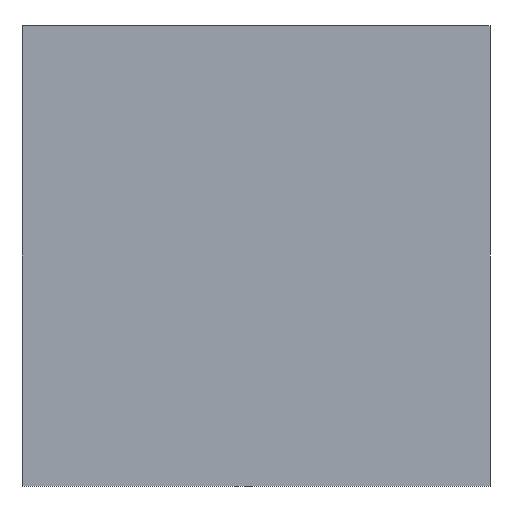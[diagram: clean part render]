
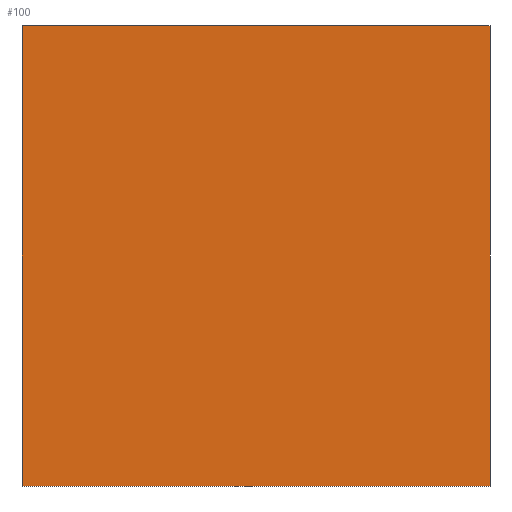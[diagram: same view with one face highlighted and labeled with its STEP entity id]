
A CAD part, front view. The second image highlights one B-rep face of the part: STEP entity #100.
In plain terms, the highlighted planar face has unit normal (0, -1, 0).
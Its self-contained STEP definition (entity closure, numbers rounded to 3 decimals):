
#1 = LINE ( 'NONE', #112, #40 ) ;
#7 = VECTOR ( 'NONE', #35, 1000. ) ;
#11 = DIRECTION ( 'NONE',  ( 1., 0., 0. ) ) ;
#15 = CARTESIAN_POINT ( 'NONE',  ( -73.785, 0., -33.846 ) ) ;
#18 = ORIENTED_EDGE ( 'NONE', *, *, #68, .F. ) ;
#29 = ORIENTED_EDGE ( 'NONE', *, *, #165, .F. ) ;
#34 = AXIS2_PLACEMENT_3D ( 'NONE', #218, #236, #111 ) ;
#35 = DIRECTION ( 'NONE',  ( 0., 0., 1. ) ) ;
#40 = VECTOR ( 'NONE', #200, 1000. ) ;
#58 = VERTEX_POINT ( 'NONE', #167 ) ;
#62 = VERTEX_POINT ( 'NONE', #15 ) ;
#67 = VECTOR ( 'NONE', #11, 1000. ) ;
#68 = EDGE_CURVE ( 'NONE', #206, #58, #1, .T. ) ;
#74 = CARTESIAN_POINT ( 'NONE',  ( -73.785, 0., -33.846 ) ) ;
#86 = VECTOR ( 'NONE', #126, 1000. ) ;
#98 = PLANE ( 'NONE',  #34 ) ;
#100 = ADVANCED_FACE ( 'NONE', ( #224 ), #98, .F. ) ;
#109 = CARTESIAN_POINT ( 'NONE',  ( -73.785, 0., -33.846 ) ) ;
#111 = DIRECTION ( 'NONE',  ( 0., 0., 1. ) ) ;
#112 = CARTESIAN_POINT ( 'NONE',  ( 102.215, 0., -33.846 ) ) ;
#118 = EDGE_CURVE ( 'NONE', #62, #171, #192, .T. ) ;
#120 = LINE ( 'NONE', #128, #67 ) ;
#126 = DIRECTION ( 'NONE',  ( -1., 0., 0. ) ) ;
#128 = CARTESIAN_POINT ( 'NONE',  ( -73.785, 0., 139.154 ) ) ;
#154 = ORIENTED_EDGE ( 'NONE', *, *, #178, .F. ) ;
#165 = EDGE_CURVE ( 'NONE', #171, #206, #120, .T. ) ;
#167 = CARTESIAN_POINT ( 'NONE',  ( 102.215, 0., -33.846 ) ) ;
#171 = VERTEX_POINT ( 'NONE', #235 ) ;
#174 = LINE ( 'NONE', #109, #86 ) ;
#178 = EDGE_CURVE ( 'NONE', #58, #62, #174, .T. ) ;
#192 = LINE ( 'NONE', #74, #7 ) ;
#200 = DIRECTION ( 'NONE',  ( 0., 0., -1. ) ) ;
#206 = VERTEX_POINT ( 'NONE', #234 ) ;
#211 = EDGE_LOOP ( 'NONE', ( #221, #154, #18, #29 ) ) ;
#218 = CARTESIAN_POINT ( 'NONE',  ( 0., 0., 0. ) ) ;
#221 = ORIENTED_EDGE ( 'NONE', *, *, #118, .F. ) ;
#224 = FACE_OUTER_BOUND ( 'NONE', #211, .T. ) ;
#234 = CARTESIAN_POINT ( 'NONE',  ( 102.215, 0., 139.154 ) ) ;
#235 = CARTESIAN_POINT ( 'NONE',  ( -73.785, 0., 139.154 ) ) ;
#236 = DIRECTION ( 'NONE',  ( 0., 1., 0. ) ) ;
